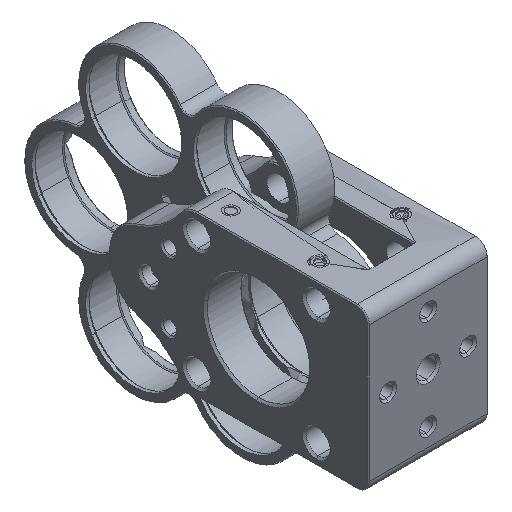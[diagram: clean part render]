
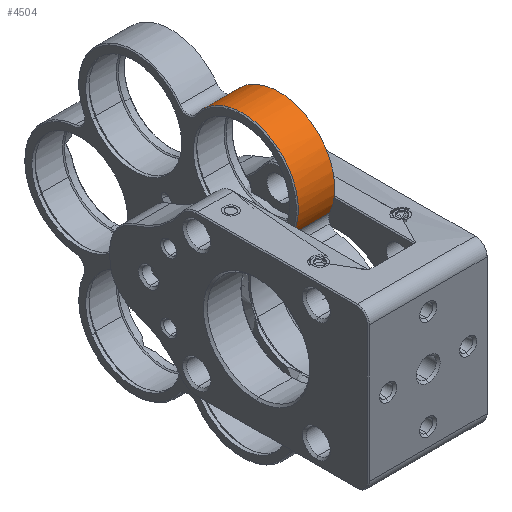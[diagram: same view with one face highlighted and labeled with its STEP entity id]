
A CAD part, isometric view. The second image highlights one B-rep face of the part: STEP entity #4504.
In plain terms, the highlighted cylindrical face has radius 14 mm (diameter 28 mm), a partial arc.
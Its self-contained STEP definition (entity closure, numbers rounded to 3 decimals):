
#612 = CARTESIAN_POINT ( 'NONE',  ( 4.1, 28.802, 17.487 ) ) ;
#987 = CARTESIAN_POINT ( 'NONE',  ( -5.05, 46.207, 36.681 ) ) ;
#1216 = CARTESIAN_POINT ( 'NONE',  ( -5.05, 27.64, 20.759 ) ) ;
#1543 = CARTESIAN_POINT ( 'NONE',  ( 4.1, 48.542, 35.514 ) ) ;
#1563 = CYLINDRICAL_SURFACE ( 'NONE', #18185, 14. ) ;
#1621 = CARTESIAN_POINT ( 'NONE',  ( 4.1, 28.802, 17.487 ) ) ;
#1655 = CARTESIAN_POINT ( 'NONE',  ( 4.1, 46.187, 36.603 ) ) ;
#1772 = CARTESIAN_POINT ( 'NONE',  ( 4.1, 28.802, 17.487 ) ) ;
#2079 = EDGE_CURVE ( 'NONE', #12827, #4877, #4767, .T. ) ;
#2472 = CARTESIAN_POINT ( 'NONE',  ( -5.05, 28.802, 17.487 ) ) ;
#2799 = CARTESIAN_POINT ( 'NONE',  ( -5.05, 52.955, 31.432 ) ) ;
#3040 = CARTESIAN_POINT ( 'NONE',  ( 4.1, 28.413, 28.43 ) ) ;
#3375 = DIRECTION ( 'NONE',  ( 0., 0.866, -0.5 ) ) ;
#4155 = CARTESIAN_POINT ( 'NONE',  ( -5.05, 35.997, 36.371 ) ) ;
#4504 = ADVANCED_FACE ( 'NONE', ( #11904 ), #1563, .T. ) ;
#4733 = CARTESIAN_POINT ( 'NONE',  ( 4.1, 43.672, 37.24 ) ) ;
#4767 = B_SPLINE_CURVE_WITH_KNOTS ( 'NONE', 3,
 ( #5364, #15374, #12310, #1621 ),
 .UNSPECIFIED., .F., .F.,
 ( 4, 4 ),
 ( 0., 1. ),
 .UNSPECIFIED. ) ;
#4845 = CARTESIAN_POINT ( 'NONE',  ( 4.1, 37.67, 36.876 ) ) ;
#4877 = VERTEX_POINT ( 'NONE', #612 ) ;
#4969 = CARTESIAN_POINT ( 'NONE',  ( -5.3, 41.5, 23.383 ) ) ;
#5061 = CARTESIAN_POINT ( 'NONE',  ( 4.1, 42.815, 37.348 ) ) ;
#5364 = CARTESIAN_POINT ( 'NONE',  ( -5.05, 28.802, 17.487 ) ) ;
#5810 = ORIENTED_EDGE ( 'NONE', *, *, #6946, .T. ) ;
#5858 = CARTESIAN_POINT ( 'NONE',  ( -5.05, 29.503, 30.802 ) ) ;
#5976 = CARTESIAN_POINT ( 'NONE',  ( 4.1, 51.896, 32.799 ) ) ;
#6214 = CARTESIAN_POINT ( 'NONE',  ( -5.05, 27.63, 25.955 ) ) ;
#6603 = B_SPLINE_CURVE_WITH_KNOTS ( 'NONE', 3,
 ( #8219, #15368, #20389, #15145 ),
 .UNSPECIFIED., .F., .F.,
 ( 4, 4 ),
 ( 0., 1. ),
 .UNSPECIFIED. ) ;
#6772 = CARTESIAN_POINT ( 'NONE',  ( 4.1, 49.984, 34.553 ) ) ;
#6776 = B_SPLINE_CURVE_WITH_KNOTS ( 'NONE', 3,
 ( #9716, #16670, #5976, #12923, #6772, #1543, #6883, #1655, #8589, #4733, #5061, #17113, #18620, #13704, #4845, #8486, #15185, #15513, #20651, #20319, #8259, #15405, #13378, #9943, #3040, #13811, #20763, #11671, #22022, #11997, #22467, #10050, #16896, #1772 ),
 .UNSPECIFIED., .F., .F.,
 ( 4, 2, 2, 2, 2, 2, 2, 2, 2, 2, 2, 2, 2, 2, 2, 2, 4 ),
 ( 0., 0.062, 0.125, 0.187, 0.25, 0.312, 0.375, 0.437, 0.5, 0.562, 0.625, 0.687, 0.75, 0.812, 0.875, 0.937, 1. ),
 .UNSPECIFIED. ) ;
#6883 = CARTESIAN_POINT ( 'NONE',  ( 4.1, 47.782, 35.924 ) ) ;
#6946 = EDGE_CURVE ( 'NONE', #11809, #12827, #15981, .T. ) ;
#7003 = EDGE_CURVE ( 'NONE', #13318, #4877, #6776, .T. ) ;
#7027 = DIRECTION ( 'NONE',  ( 1., 0., 0. ) ) ;
#7927 = CARTESIAN_POINT ( 'NONE',  ( -5.05, 42.83, 37.426 ) ) ;
#8219 = CARTESIAN_POINT ( 'NONE',  ( 4.1, 52.955, 31.432 ) ) ;
#8259 = CARTESIAN_POINT ( 'NONE',  ( 4.1, 31.128, 32.826 ) ) ;
#8486 = CARTESIAN_POINT ( 'NONE',  ( 4.1, 36.035, 36.301 ) ) ;
#8589 = CARTESIAN_POINT ( 'NONE',  ( 4.1, 45.365, 36.867 ) ) ;
#8863 = EDGE_LOOP ( 'NONE', ( #17123, #15395, #14459, #5810 ) ) ;
#9716 = CARTESIAN_POINT ( 'NONE',  ( 4.1, 52.955, 31.432 ) ) ;
#9829 = CARTESIAN_POINT ( 'NONE',  ( -5.05, 28.673, 29.252 ) ) ;
#9943 = CARTESIAN_POINT ( 'NONE',  ( 4.1, 28.748, 29.226 ) ) ;
#10050 = CARTESIAN_POINT ( 'NONE',  ( 4.1, 28.147, 19.087 ) ) ;
#11447 = CARTESIAN_POINT ( 'NONE',  ( -5.05, 41.073, 37.483 ) ) ;
#11671 = CARTESIAN_POINT ( 'NONE',  ( 4.1, 27.498, 24.213 ) ) ;
#11809 = VERTEX_POINT ( 'NONE', #20544 ) ;
#11904 = FACE_OUTER_BOUND ( 'NONE', #8863, .T. ) ;
#11997 = CARTESIAN_POINT ( 'NONE',  ( 4.1, 27.584, 21.62 ) ) ;
#12310 = CARTESIAN_POINT ( 'NONE',  ( 1.05, 28.802, 17.487 ) ) ;
#12827 = VERTEX_POINT ( 'NONE', #2472 ) ;
#12923 = CARTESIAN_POINT ( 'NONE',  ( 4.1, 50.656, 34.009 ) ) ;
#13149 = CARTESIAN_POINT ( 'NONE',  ( -5.05, 28.802, 17.487 ) ) ;
#13318 = VERTEX_POINT ( 'NONE', #20951 ) ;
#13378 = CARTESIAN_POINT ( 'NONE',  ( 4.1, 29.566, 30.754 ) ) ;
#13704 = CARTESIAN_POINT ( 'NONE',  ( 4.1, 38.508, 37.087 ) ) ;
#13811 = CARTESIAN_POINT ( 'NONE',  ( 4.1, 27.89, 26.778 ) ) ;
#14459 = ORIENTED_EDGE ( 'NONE', *, *, #20341, .T. ) ;
#14613 = CARTESIAN_POINT ( 'NONE',  ( -5.05, 37.656, 36.955 ) ) ;
#14848 = CARTESIAN_POINT ( 'NONE',  ( -5.05, 33.003, 34.643 ) ) ;
#15145 = CARTESIAN_POINT ( 'NONE',  ( -5.05, 52.955, 31.432 ) ) ;
#15185 = CARTESIAN_POINT ( 'NONE',  ( 4.1, 35.25, 35.94 ) ) ;
#15368 = CARTESIAN_POINT ( 'NONE',  ( 1.05, 52.955, 31.432 ) ) ;
#15374 = CARTESIAN_POINT ( 'NONE',  ( -2., 28.802, 17.487 ) ) ;
#15395 = ORIENTED_EDGE ( 'NONE', *, *, #7003, .F. ) ;
#15405 = CARTESIAN_POINT ( 'NONE',  ( 4.1, 30.043, 31.475 ) ) ;
#15513 = CARTESIAN_POINT ( 'NONE',  ( 4.1, 33.75, 35.074 ) ) ;
#15981 = B_SPLINE_CURVE_WITH_KNOTS ( 'NONE', 3,
 ( #2799, #18264, #16549, #18030, #987, #7927, #11447, #14613, #4155, #14848, #21796, #5858, #9829, #6214, #16784, #1216, #21455, #13149 ),
 .UNSPECIFIED., .F., .F.,
 ( 4, 2, 2, 2, 2, 2, 2, 2, 4 ),
 ( 0., 0.125, 0.25, 0.375, 0.5, 0.625, 0.75, 0.875, 1. ),
 .UNSPECIFIED. ) ;
#16549 = CARTESIAN_POINT ( 'NONE',  ( -5.05, 50.702, 34.074 ) ) ;
#16670 = CARTESIAN_POINT ( 'NONE',  ( 4.1, 52.456, 32.141 ) ) ;
#16784 = CARTESIAN_POINT ( 'NONE',  ( -5.05, 27.418, 24.21 ) ) ;
#16896 = CARTESIAN_POINT ( 'NONE',  ( 4.1, 28.437, 18.274 ) ) ;
#17113 = CARTESIAN_POINT ( 'NONE',  ( 4.1, 41.083, 37.403 ) ) ;
#17123 = ORIENTED_EDGE ( 'NONE', *, *, #2079, .T. ) ;
#18030 = CARTESIAN_POINT ( 'NONE',  ( -5.05, 47.825, 35.992 ) ) ;
#18185 = AXIS2_PLACEMENT_3D ( 'NONE', #4969, #7027, #3375 ) ;
#18264 = CARTESIAN_POINT ( 'NONE',  ( -5.05, 51.961, 32.847 ) ) ;
#18620 = CARTESIAN_POINT ( 'NONE',  ( 4.1, 40.221, 37.351 ) ) ;
#20319 = CARTESIAN_POINT ( 'NONE',  ( 4.1, 31.729, 33.446 ) ) ;
#20341 = EDGE_CURVE ( 'NONE', #13318, #11809, #6603, .T. ) ;
#20389 = CARTESIAN_POINT ( 'NONE',  ( -2., 52.955, 31.432 ) ) ;
#20544 = CARTESIAN_POINT ( 'NONE',  ( -5.05, 52.955, 31.432 ) ) ;
#20651 = CARTESIAN_POINT ( 'NONE',  ( 4.1, 33.045, 34.574 ) ) ;
#20763 = CARTESIAN_POINT ( 'NONE',  ( 4.1, 27.707, 25.933 ) ) ;
#20951 = CARTESIAN_POINT ( 'NONE',  ( 4.1, 52.955, 31.432 ) ) ;
#21455 = CARTESIAN_POINT ( 'NONE',  ( -5.05, 28.074, 19.056 ) ) ;
#21796 = CARTESIAN_POINT ( 'NONE',  ( -5.05, 31.668, 33.498 ) ) ;
#22022 = CARTESIAN_POINT ( 'NONE',  ( 4.1, 27.473, 23.349 ) ) ;
#22467 = CARTESIAN_POINT ( 'NONE',  ( 4.1, 27.719, 20.767 ) ) ;
